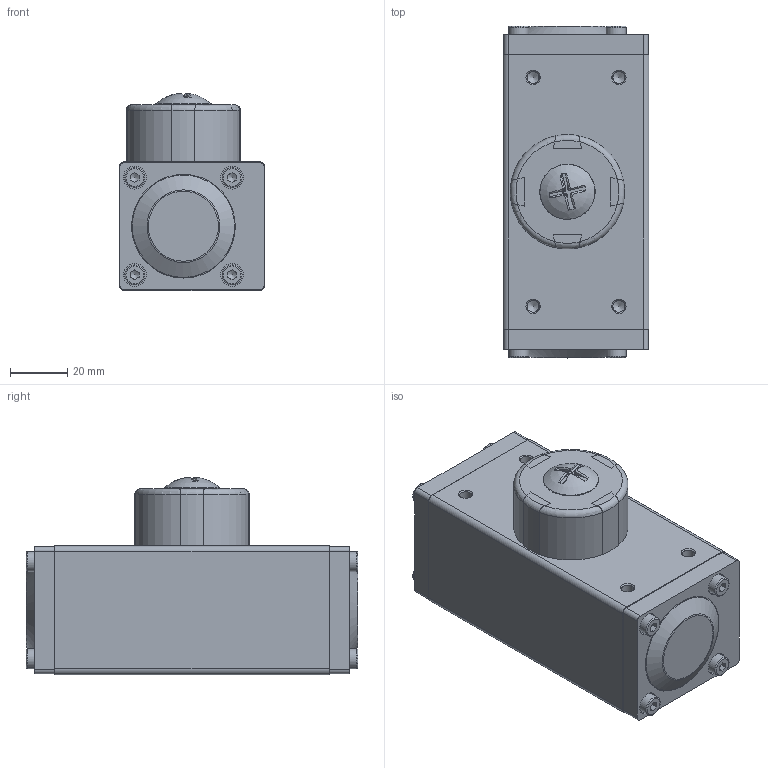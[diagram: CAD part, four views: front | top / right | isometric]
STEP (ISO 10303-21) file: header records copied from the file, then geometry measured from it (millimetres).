
FILE_DESCRIPTION(/* description */ (''),/* implementation_level */ '2;1');
FILE_NAME(/* name */ '5050032440 32DA F04 9x9.stp',/* time_stamp */ '2016-12-30T13:45:24+08:00',/* author */ (''),/* organization */ (''),/* preprocessor_version */ 'ST-DEVELOPER v15',/* originating_system */ 'SIEMENS PLM Software NX 8.5',/* authorisation */ '');
FILE_SCHEMA (('AUTOMOTIVE_DESIGN { 1 0 10303 214 3 1 1 1 }'));
Length unit declared in the file: millimetre
Products named in the file (16): B-32-02; Inside washer; Indicator screw-83; Indicator-83; End-cap screw; O-ring piston; O-ring end cap; O-ring-pinion bottom; O-ring-pinion top; Outside washer; Thrust washer; Circlip; B-32-04; B-32-03; B-32-01; B-32
Assembly tree (26 placements, depth 2):
  B-32
    B-32-01
    B-32-03  x2
    B-32-04
    Circlip
    Thrust washer
    Outside washer
    O-ring-pinion top
    O-ring-pinion bottom
    O-ring end cap  x2
    O-ring piston  x2
    End-cap screw  x8
    Indicator-83
    Indicator screw-83
    Inside washer
    B-32-02  x2
Bounding box: 51 x 116 x 68.92 mm (x, y, z)
Volume: 206056.4 mm3; surface area: 87829.8 mm2
Topology: 39 solids, 39 shells, 1374 faces, 3633 edges, 2317 vertices
Faces by surface type: plane 545, cylinder 350, cone 193, extrusion 120, torus 98, sphere 39, bspline 29
Full cylindrical faces by diameter (mm): 3 x5, 3.24 x8, 3.242 x8, 3.3 x8, 4 x16, 4.2 x12, 4.5 x8, 5 x1, 6.144 x1, 7 x8, 8 x11, 8.5 x2, 11 x1, 12.8 x1, 12.9 x1, 14 x6, 14.5 x1, 16 x1, 17 x2, 18 x2, 22 x7, 25 x2, 27 x2, 32 x5
Entity records: 36879 total; most frequent: CARTESIAN_POINT 14962, ORIENTED_EDGE 4398, DIRECTION 4199, EDGE_CURVE 2199, AXIS2_PLACEMENT_3D 1554, VERTEX_POINT 1530, EDGE_LOOP 1128, VECTOR 1091
